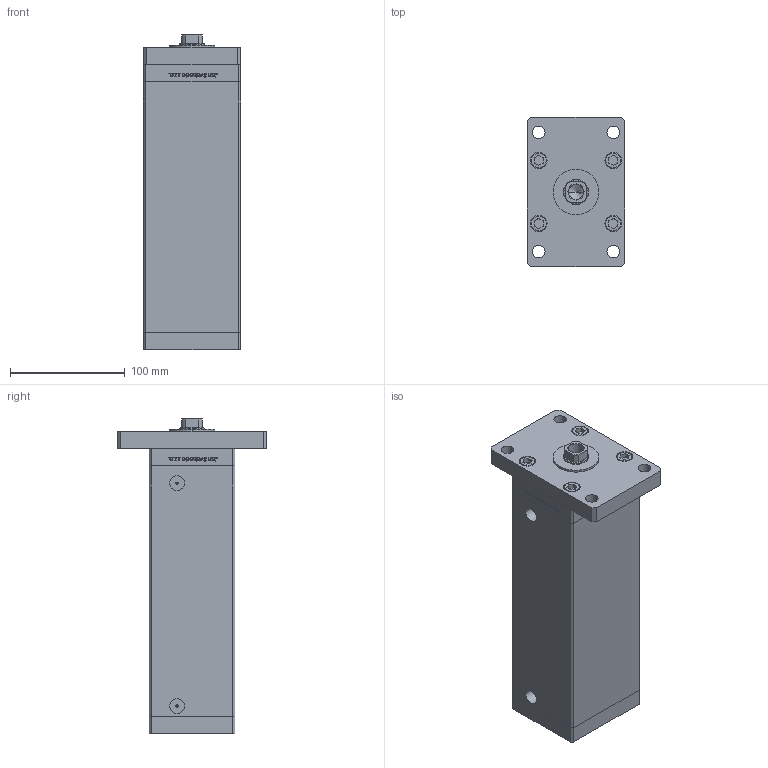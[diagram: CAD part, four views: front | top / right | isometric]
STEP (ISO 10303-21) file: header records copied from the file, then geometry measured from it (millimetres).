
FILE_DESCRIPTION (( 'STEP AP203' ), '1' );
FILE_NAME ('e798.STEP', '2025-07-29T09:48:39', ( '' ), ( '' ), 'SwSTEP 2.0', 'SolidWorks 2019', '' );
FILE_SCHEMA (( 'CONFIG_CONTROL_DESIGN' ));
Length unit declared in the file: millimetre
Products named in the file (7): V220C_F_MIDDLE c504c1a56c88a1941bbf9ce3d21ef40c; ALLEN BOLT c504c1a56c88a1941bbf9ce3d21ef40c; V220C_F c504c1a56c88a1941bbf9ce3d21ef40c; e798; V220C_FRONT_F c504c1a56c88a1941bbf9ce3d21ef40c; V220C_VC_F c504c1a56c88a1941bbf9ce3d21ef40c; V220C BACK_F c504c1a56c88a1941bbf9ce3d21ef40c
Assembly tree (19 placements, depth 2):
  e798
    V220C BACK_F c504c1a56c88a1941bbf9ce3d21ef40c
    V220C_F_MIDDLE c504c1a56c88a1941bbf9ce3d21ef40c
    V220C_FRONT_F c504c1a56c88a1941bbf9ce3d21ef40c
    V220C_F c504c1a56c88a1941bbf9ce3d21ef40c
    ALLEN BOLT c504c1a56c88a1941bbf9ce3d21ef40c  x14
    V220C_VC_F c504c1a56c88a1941bbf9ce3d21ef40c
Bounding box: 85 x 130 x 275 mm (x, y, z)
Volume: 1536023.8 mm3; surface area: 236255.8 mm2
Topology: 19 solids, 19 shells, 1308 faces, 3237 edges, 2115 vertices
Faces by surface type: plane 515, bspline 484, cylinder 187, cone 62, torus 60
Entity records: 53612 total; most frequent: CARTESIAN_POINT 30472, ORIENTED_EDGE 5274, DIRECTION 3067, EDGE_CURVE 2637, VERTEX_POINT 1751, LINE 1367, VECTOR 1367, EDGE_LOOP 1208
